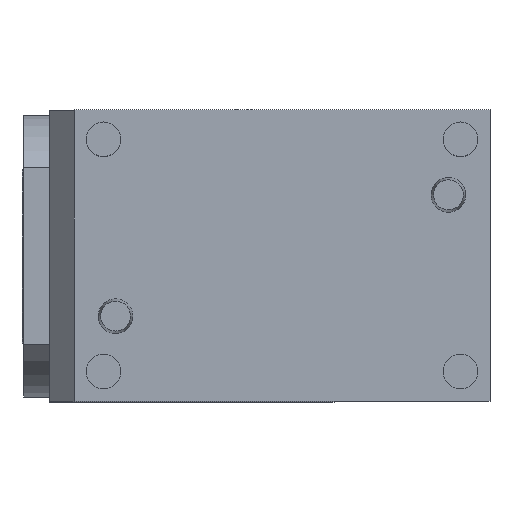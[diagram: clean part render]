
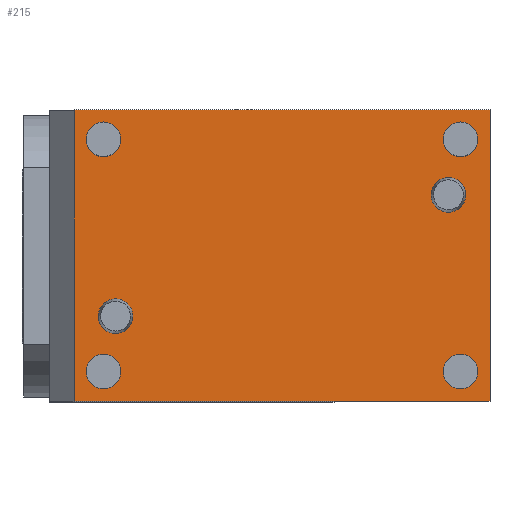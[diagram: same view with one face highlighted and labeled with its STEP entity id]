
A CAD part, top view. The second image highlights one B-rep face of the part: STEP entity #215.
In plain terms, the highlighted planar face has unit normal (0, 0, 1).
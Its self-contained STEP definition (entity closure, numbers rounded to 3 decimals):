
#52=LINE('',#1093,#93);
#60=LINE('',#1110,#101);
#67=LINE('',#1123,#108);
#68=LINE('',#1129,#109);
#93=VECTOR('',#812,1.);
#101=VECTOR('',#822,1.);
#108=VECTOR('',#835,1.);
#109=VECTOR('',#842,1.);
#141=CIRCLE('',#708,5.);
#142=CIRCLE('',#709,5.);
#143=CIRCLE('',#710,5.);
#144=CIRCLE('',#711,5.);
#145=CIRCLE('',#712,5.);
#146=CIRCLE('',#713,5.);
#167=FACE_BOUND('',#315,.T.);
#168=FACE_BOUND('',#316,.T.);
#169=FACE_BOUND('',#317,.T.);
#170=FACE_BOUND('',#318,.T.);
#171=FACE_BOUND('',#319,.T.);
#172=FACE_BOUND('',#320,.T.);
#173=FACE_BOUND('',#321,.T.);
#215=ADVANCED_FACE('',(#167,#168,#169,#170,#171,#172,#173),#252,.T.);
#252=PLANE('',#714);
#315=EDGE_LOOP('',(#427));
#316=EDGE_LOOP('',(#428));
#317=EDGE_LOOP('',(#429,#430,#431,#432));
#318=EDGE_LOOP('',(#433));
#319=EDGE_LOOP('',(#434));
#320=EDGE_LOOP('',(#435));
#321=EDGE_LOOP('',(#436));
#427=ORIENTED_EDGE('',*,*,#614,.F.);
#428=ORIENTED_EDGE('',*,*,#615,.F.);
#429=ORIENTED_EDGE('',*,*,#606,.F.);
#430=ORIENTED_EDGE('',*,*,#616,.F.);
#431=ORIENTED_EDGE('',*,*,#598,.T.);
#432=ORIENTED_EDGE('',*,*,#613,.T.);
#433=ORIENTED_EDGE('',*,*,#617,.F.);
#434=ORIENTED_EDGE('',*,*,#618,.F.);
#435=ORIENTED_EDGE('',*,*,#619,.F.);
#436=ORIENTED_EDGE('',*,*,#620,.F.);
#535=VERTEX_POINT('',#1092);
#536=VERTEX_POINT('',#1094);
#543=VERTEX_POINT('',#1109);
#544=VERTEX_POINT('',#1111);
#547=VERTEX_POINT('',#1126);
#548=VERTEX_POINT('',#1128);
#549=VERTEX_POINT('',#1131);
#550=VERTEX_POINT('',#1133);
#551=VERTEX_POINT('',#1135);
#552=VERTEX_POINT('',#1137);
#598=EDGE_CURVE('',#536,#535,#52,.T.);
#606=EDGE_CURVE('',#543,#544,#60,.T.);
#613=EDGE_CURVE('',#535,#544,#67,.T.);
#614=EDGE_CURVE('',#547,#547,#141,.T.);
#615=EDGE_CURVE('',#548,#548,#142,.T.);
#616=EDGE_CURVE('',#536,#543,#68,.T.);
#617=EDGE_CURVE('',#549,#549,#143,.T.);
#618=EDGE_CURVE('',#550,#550,#144,.T.);
#619=EDGE_CURVE('',#551,#551,#145,.T.);
#620=EDGE_CURVE('',#552,#552,#146,.T.);
#708=AXIS2_PLACEMENT_3D('',#1125,#838,#839);
#709=AXIS2_PLACEMENT_3D('',#1127,#840,#841);
#710=AXIS2_PLACEMENT_3D('',#1130,#843,#844);
#711=AXIS2_PLACEMENT_3D('',#1132,#845,#846);
#712=AXIS2_PLACEMENT_3D('',#1134,#847,#848);
#713=AXIS2_PLACEMENT_3D('',#1136,#849,#850);
#714=AXIS2_PLACEMENT_3D('',#1138,#851,#852);
#812=DIRECTION('',(1.,0.,0.));
#822=DIRECTION('',(1.,0.,0.));
#835=DIRECTION('',(0.,1.,0.));
#838=DIRECTION('',(0.,0.,1.));
#839=DIRECTION('',(1.,0.,0.));
#840=DIRECTION('',(0.,0.,1.));
#841=DIRECTION('',(1.,0.,0.));
#842=DIRECTION('',(0.,1.,0.));
#843=DIRECTION('',(0.,0.,1.));
#844=DIRECTION('',(1.,0.,0.));
#845=DIRECTION('',(0.,0.,1.));
#846=DIRECTION('',(1.,0.,0.));
#847=DIRECTION('',(0.,0.,1.));
#848=DIRECTION('',(1.,0.,0.));
#849=DIRECTION('',(0.,0.,1.));
#850=DIRECTION('',(1.,0.,0.));
#851=DIRECTION('',(0.,0.,1.));
#852=DIRECTION('',(-1.,0.,0.));
#1092=CARTESIAN_POINT('',(60.,-42.,0.));
#1093=CARTESIAN_POINT('',(60.,-42.,0.));
#1094=CARTESIAN_POINT('',(-60.,-42.,0.));
#1109=CARTESIAN_POINT('',(-60.,42.,0.));
#1110=CARTESIAN_POINT('',(60.,42.,0.));
#1111=CARTESIAN_POINT('',(60.,42.,0.));
#1123=CARTESIAN_POINT('',(60.,-42.,0.));
#1125=CARTESIAN_POINT('',(-51.5,-33.5,0.));
#1126=CARTESIAN_POINT('',(-46.5,-33.5,0.));
#1127=CARTESIAN_POINT('',(51.5,33.5,0.));
#1128=CARTESIAN_POINT('',(56.5,33.5,0.));
#1129=CARTESIAN_POINT('',(-60.,-42.,0.));
#1130=CARTESIAN_POINT('',(-51.5,33.5,0.));
#1131=CARTESIAN_POINT('',(-46.5,33.5,0.));
#1132=CARTESIAN_POINT('',(51.5,-33.5,0.));
#1133=CARTESIAN_POINT('',(56.5,-33.5,0.));
#1134=CARTESIAN_POINT('',(-48.,-17.5,0.));
#1135=CARTESIAN_POINT('',(-43.,-17.5,0.));
#1136=CARTESIAN_POINT('',(48.,17.5,0.));
#1137=CARTESIAN_POINT('',(53.,17.5,0.));
#1138=CARTESIAN_POINT('',(60.,-42.,0.));
